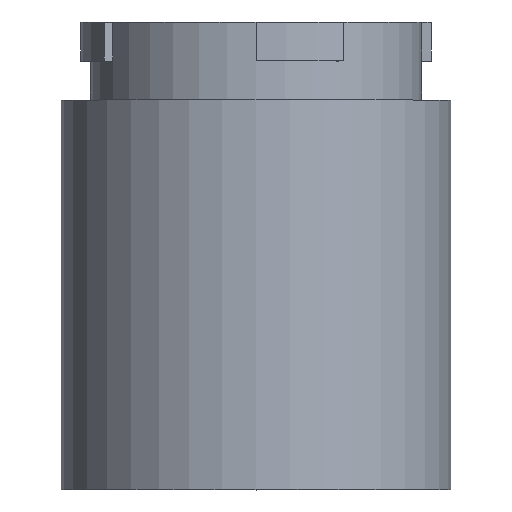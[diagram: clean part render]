
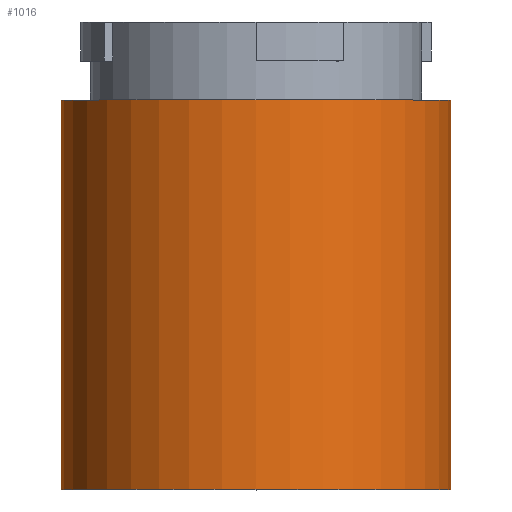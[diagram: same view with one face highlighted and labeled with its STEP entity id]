
A CAD part, top view. The second image highlights one B-rep face of the part: STEP entity #1016.
In plain terms, the highlighted cylindrical face has radius 25 mm (diameter 50 mm), a partial arc.
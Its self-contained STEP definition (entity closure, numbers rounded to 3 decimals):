
#336=CARTESIAN_POINT('',(0.,50.,0.));
#337=DIRECTION('',(0.,-1.,0.));
#338=DIRECTION('',(1.,0.,0.));
#339=AXIS2_PLACEMENT_3D('',#336,#337,#338);
#346=DIRECTION('',(0.,1.,0.));
#347=VECTOR('',#346,50.);
#348=CARTESIAN_POINT('',(25.,0.,0.));
#349=LINE('',#348,#347);
#350=CARTESIAN_POINT('',(0.,0.,0.));
#351=DIRECTION('',(0.,-1.,0.));
#352=DIRECTION('',(1.,0.,0.));
#353=AXIS2_PLACEMENT_3D('',#350,#351,#352);
#355=DIRECTION('',(0.,1.,0.));
#356=VECTOR('',#355,50.);
#357=CARTESIAN_POINT('',(-25.,0.,0.));
#358=LINE('',#357,#356);
#359=CARTESIAN_POINT('',(25.,0.,0.));
#360=CARTESIAN_POINT('',(25.,50.,0.));
#361=VERTEX_POINT('',#359);
#362=VERTEX_POINT('',#360);
#375=CARTESIAN_POINT('',(-25.,0.,0.));
#376=CARTESIAN_POINT('',(-25.,50.,0.));
#377=VERTEX_POINT('',#375);
#378=VERTEX_POINT('',#376);
#1005=CARTESIAN_POINT('',(0.,0.,0.));
#1006=DIRECTION('',(0.,1.,0.));
#1007=DIRECTION('',(1.,0.,0.));
#1008=AXIS2_PLACEMENT_3D('',#1005,#1006,#1007);
#1009=CYLINDRICAL_SURFACE('',#1008,25.);
#1010=ORIENTED_EDGE('',*,*,#996,.F.);
#1011=ORIENTED_EDGE('',*,*,#464,.T.);
#1012=ORIENTED_EDGE('',*,*,#999,.T.);
#1013=ORIENTED_EDGE('',*,*,#982,.F.);
#1014=EDGE_LOOP('',(#1010,#1011,#1012,#1013));
#1015=FACE_OUTER_BOUND('',#1014,.F.);
#1016=ADVANCED_FACE('',(#1015),#1009,.T.);
#340=CIRCLE('',#339,25.);
#354=CIRCLE('',#353,25.);
#464=EDGE_CURVE('',#361,#377,#354,.T.);
#982=EDGE_CURVE('',#362,#378,#340,.T.);
#996=EDGE_CURVE('',#361,#362,#349,.T.);
#999=EDGE_CURVE('',#377,#378,#358,.T.);
